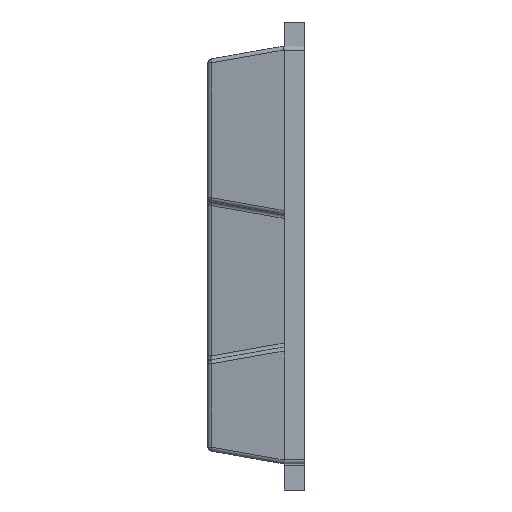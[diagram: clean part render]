
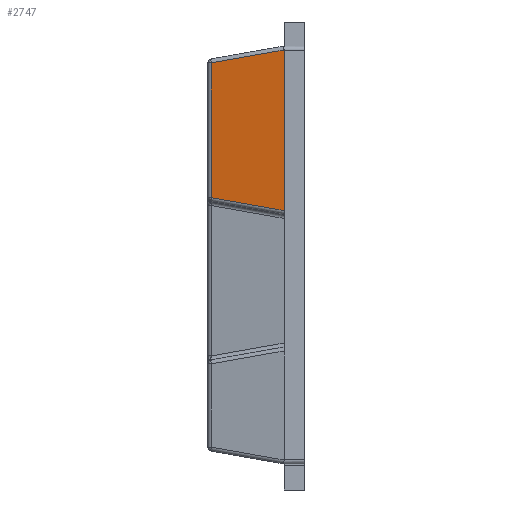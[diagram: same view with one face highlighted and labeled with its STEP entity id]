
A CAD part, left-side view. The second image highlights one B-rep face of the part: STEP entity #2747.
In plain terms, the highlighted planar face has unit normal (-0.985, 0.174, 0).
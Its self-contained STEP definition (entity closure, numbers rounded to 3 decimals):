
#218 = CARTESIAN_POINT ( 'NONE',  ( -4.63, 1.817, 1.43 ) ) ;
#287 = DIRECTION ( 'NONE',  ( -0.171, -0.97, -0.171 ) ) ;
#810 = VECTOR ( 'NONE', #4028, 1000. ) ;
#849 = VERTEX_POINT ( 'NONE', #2565 ) ;
#1023 = PLANE ( 'NONE',  #5325 ) ;
#1056 =( BOUNDED_CURVE ( )  B_SPLINE_CURVE ( 3, ( #2349, #1473, #3492, #1838 ),
 .UNSPECIFIED., .F., .F. ) 
 B_SPLINE_CURVE_WITH_KNOTS ( ( 4, 4 ),
 ( 3.142, 3.157 ),
 .UNSPECIFIED. ) 
 CURVE ( )  GEOMETRIC_REPRESENTATION_ITEM ( )  RATIONAL_B_SPLINE_CURVE ( ( 1., 1., 1., 1. ) ) 
 REPRESENTATION_ITEM ( '' )  );
#1355 = EDGE_CURVE ( 'NONE', #3897, #849, #1056, .T. ) ;
#1372 = CARTESIAN_POINT ( 'NONE',  ( -4.83, 0.682, 4.996 ) ) ;
#1473 = CARTESIAN_POINT ( 'NONE',  ( -4.95, 0., 5.116 ) ) ;
#1536 = ORIENTED_EDGE ( 'NONE', *, *, #5561, .T. ) ;
#1538 = DIRECTION ( 'NONE',  ( -0.174, -0.985, 0. ) ) ;
#1592 = CARTESIAN_POINT ( 'NONE',  ( -4.95, 0., 1.011 ) ) ;
#1838 = CARTESIAN_POINT ( 'NONE',  ( -4.95, 0., 5.117 ) ) ;
#1927 = EDGE_CURVE ( 'NONE', #3488, #6501, #6172, .T. ) ;
#2133 = EDGE_CURVE ( 'NONE', #849, #3488, #2808, .T. ) ;
#2144 = DIRECTION ( 'NONE',  ( 0., 0., 1. ) ) ;
#2349 = CARTESIAN_POINT ( 'NONE',  ( -4.95, 0., 5.115 ) ) ;
#2440 = VERTEX_POINT ( 'NONE', #3810 ) ;
#2505 = EDGE_CURVE ( 'NONE', #6501, #2440, #2739, .T. ) ;
#2565 = CARTESIAN_POINT ( 'NONE',  ( -4.95, 0., 5.117 ) ) ;
#2739 = LINE ( 'NONE', #4403, #5672 ) ;
#2747 = ADVANCED_FACE ( 'NONE', ( #5449 ), #1023, .T. ) ;
#2808 = LINE ( 'NONE', #1372, #3659 ) ;
#2820 = CARTESIAN_POINT ( 'NONE',  ( -4.95, 0., 5.115 ) ) ;
#3488 = VERTEX_POINT ( 'NONE', #4463 ) ;
#3492 = CARTESIAN_POINT ( 'NONE',  ( -4.95, 0., 5.116 ) ) ;
#3590 = ORIENTED_EDGE ( 'NONE', *, *, #2505, .T. ) ;
#3659 = VECTOR ( 'NONE', #5928, 1000. ) ;
#3810 = CARTESIAN_POINT ( 'NONE',  ( -4.95, 0., 1.11 ) ) ;
#3897 = VERTEX_POINT ( 'NONE', #2820 ) ;
#4019 = ORIENTED_EDGE ( 'NONE', *, *, #1355, .T. ) ;
#4028 = DIRECTION ( 'NONE',  ( 0., 0., -1. ) ) ;
#4403 = CARTESIAN_POINT ( 'NONE',  ( -4.953, -0.016, 1.107 ) ) ;
#4463 = CARTESIAN_POINT ( 'NONE',  ( -4.63, 1.817, 4.796 ) ) ;
#4597 = CARTESIAN_POINT ( 'NONE',  ( -4.95, 0., 1.011 ) ) ;
#4999 = VECTOR ( 'NONE', #2144, 1000. ) ;
#5086 = LINE ( 'NONE', #1592, #4999 ) ;
#5114 = DIRECTION ( 'NONE',  ( -0.985, 0.174, 0. ) ) ;
#5252 = ORIENTED_EDGE ( 'NONE', *, *, #1927, .T. ) ;
#5325 = AXIS2_PLACEMENT_3D ( 'NONE', #4597, #5114, #1538 ) ;
#5430 = CARTESIAN_POINT ( 'NONE',  ( -4.63, 1.817, 1.346 ) ) ;
#5449 = FACE_OUTER_BOUND ( 'NONE', #5920, .T. ) ;
#5561 = EDGE_CURVE ( 'NONE', #2440, #3897, #5086, .T. ) ;
#5672 = VECTOR ( 'NONE', #287, 1000. ) ;
#5722 = ORIENTED_EDGE ( 'NONE', *, *, #2133, .T. ) ;
#5920 = EDGE_LOOP ( 'NONE', ( #5252, #3590, #1536, #4019, #5722 ) ) ;
#5928 = DIRECTION ( 'NONE',  ( 0.171, 0.97, -0.171 ) ) ;
#6172 = LINE ( 'NONE', #5430, #810 ) ;
#6501 = VERTEX_POINT ( 'NONE', #218 ) ;
